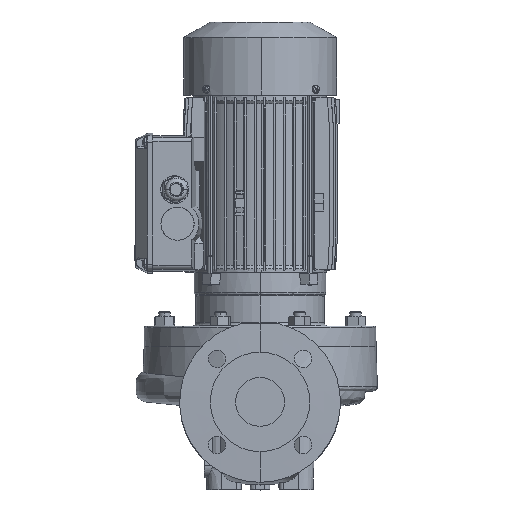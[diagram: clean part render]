
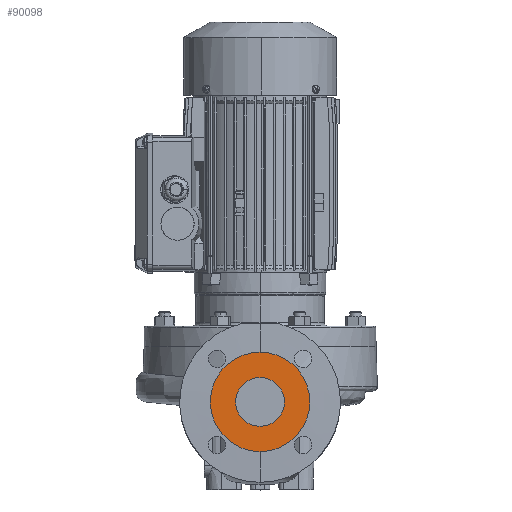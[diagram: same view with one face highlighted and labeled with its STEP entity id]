
A CAD part, top view. The second image highlights one B-rep face of the part: STEP entity #90098.
In plain terms, the highlighted planar face has unit normal (0, 0, 1).
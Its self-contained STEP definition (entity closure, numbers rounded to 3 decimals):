
#2236 = AXIS2_PLACEMENT_3D ( 'NONE', #54811, #14964, #78954 ) ;
#2535 = VERTEX_POINT ( 'NONE', #28435 ) ;
#7268 = CIRCLE ( 'NONE', #2236, 51. ) ;
#7621 = CIRCLE ( 'NONE', #37808, 25. ) ;
#11621 = CARTESIAN_POINT ( 'NONE',  ( 0., -57., 170. ) ) ;
#14964 = DIRECTION ( 'NONE',  ( 0., 0., 1. ) ) ;
#20716 = EDGE_LOOP ( 'NONE', ( #31228, #22293 ) ) ;
#22053 = CARTESIAN_POINT ( 'NONE',  ( 0., -57., 170. ) ) ;
#22293 = ORIENTED_EDGE ( 'NONE', *, *, #55625, .F. ) ;
#22393 = DIRECTION ( 'NONE',  ( 0., 1., 0. ) ) ;
#23625 = CIRCLE ( 'NONE', #30367, 51. ) ;
#25227 = CIRCLE ( 'NONE', #85530, 25. ) ;
#25834 = CARTESIAN_POINT ( 'NONE',  ( 0., -57., 170. ) ) ;
#28435 = CARTESIAN_POINT ( 'NONE',  ( 0., -108., 170. ) ) ;
#30367 = AXIS2_PLACEMENT_3D ( 'NONE', #11621, #35765, #52517 ) ;
#31228 = ORIENTED_EDGE ( 'NONE', *, *, #85056, .F. ) ;
#31292 = FACE_BOUND ( 'NONE', #20716, .T. ) ;
#35765 = DIRECTION ( 'NONE',  ( 0., 0., 1. ) ) ;
#37454 = EDGE_CURVE ( 'NONE', #84723, #2535, #23625, .T. ) ;
#37808 = AXIS2_PLACEMENT_3D ( 'NONE', #25834, #89339, #41592 ) ;
#41592 = DIRECTION ( 'NONE',  ( 0., 1., 0. ) ) ;
#41861 = EDGE_CURVE ( 'NONE', #2535, #84723, #7268, .T. ) ;
#42493 = CARTESIAN_POINT ( 'NONE',  ( 0., -32., 170. ) ) ;
#47538 = DIRECTION ( 'NONE',  ( 0., 0., 1. ) ) ;
#48045 = PLANE ( 'NONE',  #89336 ) ;
#48565 = CARTESIAN_POINT ( 'NONE',  ( 0., -6., 170. ) ) ;
#52517 = DIRECTION ( 'NONE',  ( 0., 1., 0. ) ) ;
#52687 = ORIENTED_EDGE ( 'NONE', *, *, #41861, .T. ) ;
#54025 = DIRECTION ( 'NONE',  ( 0., 0., 1. ) ) ;
#54811 = CARTESIAN_POINT ( 'NONE',  ( 0., -57., 170. ) ) ;
#55625 = EDGE_CURVE ( 'NONE', #96952, #86215, #7621, .T. ) ;
#61693 = CARTESIAN_POINT ( 'NONE',  ( 0., -82., 170. ) ) ;
#78954 = DIRECTION ( 'NONE',  ( 0., 1., 0. ) ) ;
#79931 = EDGE_LOOP ( 'NONE', ( #84268, #52687 ) ) ;
#84268 = ORIENTED_EDGE ( 'NONE', *, *, #37454, .T. ) ;
#84723 = VERTEX_POINT ( 'NONE', #97141 ) ;
#85056 = EDGE_CURVE ( 'NONE', #86215, #96952, #25227, .T. ) ;
#85530 = AXIS2_PLACEMENT_3D ( 'NONE', #22053, #54025, #94448 ) ;
#86215 = VERTEX_POINT ( 'NONE', #42493 ) ;
#89336 = AXIS2_PLACEMENT_3D ( 'NONE', #48565, #47538, #22393 ) ;
#89339 = DIRECTION ( 'NONE',  ( 0., 0., 1. ) ) ;
#90098 = ADVANCED_FACE ( 'NONE', ( #31292, #95304 ), #48045, .T. ) ;
#94448 = DIRECTION ( 'NONE',  ( 0., 1., 0. ) ) ;
#95304 = FACE_OUTER_BOUND ( 'NONE', #79931, .T. ) ;
#96952 = VERTEX_POINT ( 'NONE', #61693 ) ;
#97141 = CARTESIAN_POINT ( 'NONE',  ( 0., -6., 170. ) ) ;
